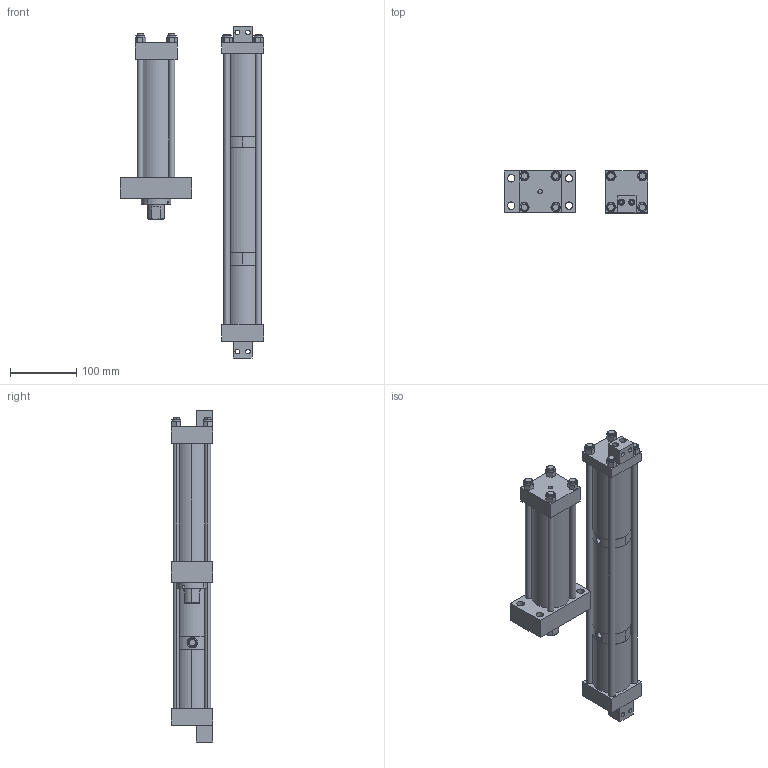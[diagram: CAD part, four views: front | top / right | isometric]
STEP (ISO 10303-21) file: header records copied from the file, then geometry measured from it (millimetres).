
FILE_DESCRIPTION (( 'STEP AP203' ), '1' );
FILE_NAME ('HPS-1-2.00-.25-FH.STEP', '2020-05-19T12:03:31', ( '' ), ( '' ), 'SwSTEP 2.0', 'SolidWorks 2018', '' );
FILE_SCHEMA (( 'CONFIG_CONTROL_DESIGN' ));
Length unit declared in the file: inch
Products named in the file (18): ES0105_2.0.STEP; E0164.STEP; E0163_2.0-.25.STEP; F0103.STEP; G0110.STEP; ES0114_.25.STEP; F0162.STEP; E0161_.25.STEP; NLN .375.STEP; E0104.STEP; E0160_2.0.STEP; E0113.STEP; E0111_2.0.STEP; E0159.STEP; HPS-1-2.00-.25-FH; HPS-1-2.00-.25-FH.STEP; E0101.STEP; E01BRK.STEP
Assembly tree (31 placements, depth 3):
  HPS-1-2.00-.25-FH
    HPS-1-2.00-.25-FH.STEP
      E0161_.25.STEP
      E0113.STEP
      E0160_2.0.STEP  x4
      G0110.STEP
      E01BRK.STEP  x2
      E0104.STEP
      NLN .375.STEP  x8
      E0163_2.0-.25.STEP  x4
      E0111_2.0.STEP
      ES0105_2.0.STEP
      F0162.STEP
      ES0114_.25.STEP
      F0103.STEP
      E0164.STEP
      E0159.STEP
      E0101.STEP
Bounding box: 216.67 x 63.5 x 502.67 mm (x, y, z)
Volume: 1152303.8 mm3; surface area: 438102.4 mm2
Topology: 30 solids, 30 shells, 503 faces, 1128 edges, 738 vertices
Faces by surface type: cylinder 267, plane 204, cone 32
Entity records: 15197 total; most frequent: CARTESIAN_POINT 4630, DIRECTION 1885, ORIENTED_EDGE 1556, AXIS2_PLACEMENT_3D 779, EDGE_CURVE 778, VERTEX_POINT 506, EDGE_LOOP 462, CIRCLE 401
